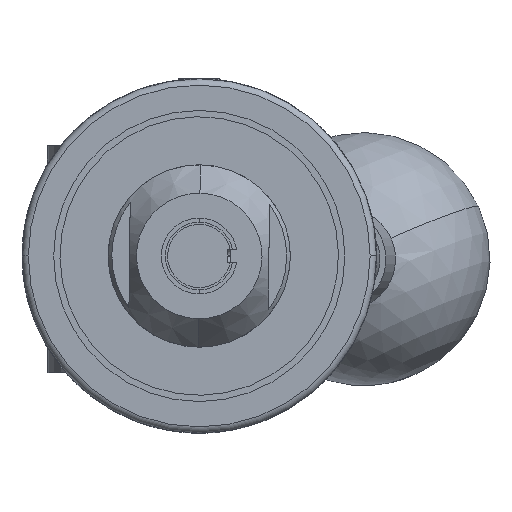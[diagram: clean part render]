
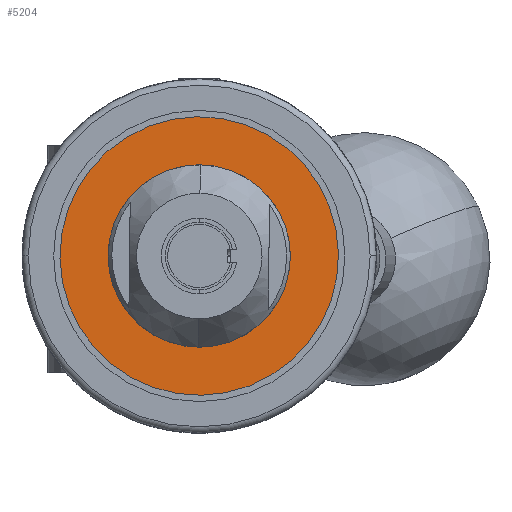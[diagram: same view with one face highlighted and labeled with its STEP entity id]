
A CAD part, left-side view. The second image highlights one B-rep face of the part: STEP entity #5204.
In plain terms, the highlighted planar face has unit normal (-1, 0, 0).
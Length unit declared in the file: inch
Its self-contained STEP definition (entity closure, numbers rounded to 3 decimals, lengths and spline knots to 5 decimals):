
#36 = AXIS2_PLACEMENT_3D ( 'NONE', #12524, #2906, #5090 ) ;
#71 = CIRCLE ( 'NONE', #2134, 0.6875 ) ;
#153 = DIRECTION ( 'NONE',  ( 0., 0.017, 1. ) ) ;
#565 = VERTEX_POINT ( 'NONE', #5299 ) ;
#635 = CARTESIAN_POINT ( 'NONE',  ( -3.226, 0., 0. ) ) ;
#1673 = CARTESIAN_POINT ( 'NONE',  ( -3.226, 0., 0. ) ) ;
#1863 = CARTESIAN_POINT ( 'NONE',  ( -3.226, -0.01158, -0.6874 ) ) ;
#1873 = EDGE_CURVE ( 'NONE', #565, #5922, #71, .T. ) ;
#2134 = AXIS2_PLACEMENT_3D ( 'NONE', #1673, #12265, #8096 ) ;
#2254 = EDGE_CURVE ( 'NONE', #10350, #4981, #10010, .T. ) ;
#2906 = DIRECTION ( 'NONE',  ( 1., 0., 0. ) ) ;
#3369 = CIRCLE ( 'NONE', #6762, 0.45 ) ;
#3466 = ORIENTED_EDGE ( 'NONE', *, *, #10911, .T. ) ;
#3642 = EDGE_LOOP ( 'NONE', ( #9814, #13982 ) ) ;
#4745 = FACE_OUTER_BOUND ( 'NONE', #3642, .T. ) ;
#4981 = VERTEX_POINT ( 'NONE', #8966 ) ;
#5090 = DIRECTION ( 'NONE',  ( 0., 0.017, 1. ) ) ;
#5204 = ADVANCED_FACE ( 'NONE', ( #4745, #12260 ), #11225, .F. ) ;
#5299 = CARTESIAN_POINT ( 'NONE',  ( -3.226, 0.01158, 0.6874 ) ) ;
#5466 = CARTESIAN_POINT ( 'NONE',  ( -3.226, 0., 0. ) ) ;
#5742 = AXIS2_PLACEMENT_3D ( 'NONE', #9837, #8699, #153 ) ;
#5922 = VERTEX_POINT ( 'NONE', #1863 ) ;
#6762 = AXIS2_PLACEMENT_3D ( 'NONE', #635, #12432, #11515 ) ;
#8096 = DIRECTION ( 'NONE',  ( 0., 0.017, 1. ) ) ;
#8101 = AXIS2_PLACEMENT_3D ( 'NONE', #5466, #11756, #10589 ) ;
#8129 = EDGE_LOOP ( 'NONE', ( #3466, #8412 ) ) ;
#8412 = ORIENTED_EDGE ( 'NONE', *, *, #2254, .T. ) ;
#8699 = DIRECTION ( 'NONE',  ( 1., 0., 0. ) ) ;
#8966 = CARTESIAN_POINT ( 'NONE',  ( -3.226, 0.00758, 0.44994 ) ) ;
#9814 = ORIENTED_EDGE ( 'NONE', *, *, #10147, .F. ) ;
#9837 = CARTESIAN_POINT ( 'NONE',  ( -3.226, 0., 0. ) ) ;
#10010 = CIRCLE ( 'NONE', #5742, 0.45 ) ;
#10147 = EDGE_CURVE ( 'NONE', #5922, #565, #10316, .T. ) ;
#10316 = CIRCLE ( 'NONE', #8101, 0.6875 ) ;
#10350 = VERTEX_POINT ( 'NONE', #11198 ) ;
#10589 = DIRECTION ( 'NONE',  ( 0., 0.017, 1. ) ) ;
#10911 = EDGE_CURVE ( 'NONE', #4981, #10350, #3369, .T. ) ;
#11198 = CARTESIAN_POINT ( 'NONE',  ( -3.226, -0.00758, -0.44994 ) ) ;
#11225 = PLANE ( 'NONE',  #36 ) ;
#11515 = DIRECTION ( 'NONE',  ( 0., 0.017, 1. ) ) ;
#11756 = DIRECTION ( 'NONE',  ( 1., 0., 0. ) ) ;
#12260 = FACE_BOUND ( 'NONE', #8129, .T. ) ;
#12265 = DIRECTION ( 'NONE',  ( 1., 0., 0. ) ) ;
#12432 = DIRECTION ( 'NONE',  ( 1., 0., 0. ) ) ;
#12524 = CARTESIAN_POINT ( 'NONE',  ( -3.226, 0., 0. ) ) ;
#13982 = ORIENTED_EDGE ( 'NONE', *, *, #1873, .F. ) ;
